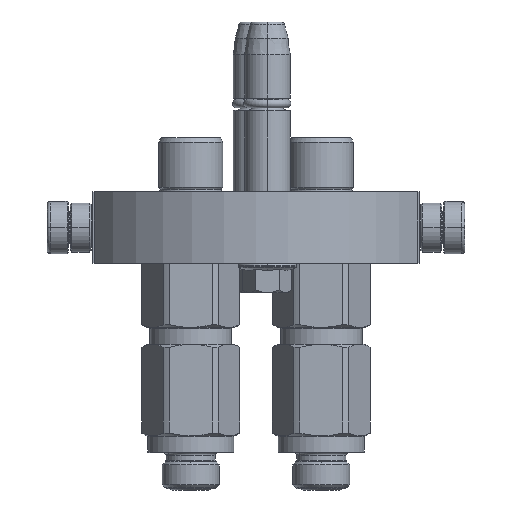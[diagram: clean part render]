
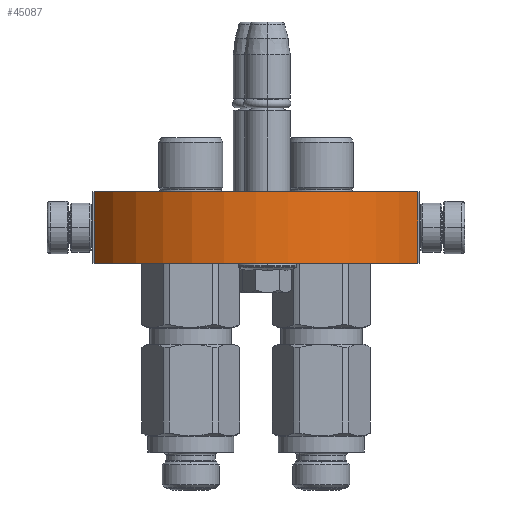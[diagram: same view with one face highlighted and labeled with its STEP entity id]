
A CAD part, left-side view. The second image highlights one B-rep face of the part: STEP entity #45087.
In plain terms, the highlighted cylindrical face has radius 57.25 mm (diameter 114.5 mm), a partial arc.
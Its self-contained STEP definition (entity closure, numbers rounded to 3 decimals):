
#723 = VERTEX_POINT ( 'NONE', #36371 ) ;
#1246 = CARTESIAN_POINT ( 'NONE',  ( 0., 0., 0. ) ) ;
#2915 = AXIS2_PLACEMENT_3D ( 'NONE', #40764, #26749, #34150 ) ;
#4336 = DIRECTION ( 'NONE',  ( 0., 0., 1. ) ) ;
#7630 = CARTESIAN_POINT ( 'NONE',  ( 49.5, 28.763, 0. ) ) ;
#7897 = CYLINDRICAL_SURFACE ( 'NONE', #40881, 57.25 ) ;
#8422 = VERTEX_POINT ( 'NONE', #35760 ) ;
#9725 = VECTOR ( 'NONE', #24251, 1000. ) ;
#10051 = EDGE_CURVE ( 'NONE', #8422, #20253, #32721, .T. ) ;
#11335 = CARTESIAN_POINT ( 'NONE',  ( 0., 0., 22. ) ) ;
#11495 = DIRECTION ( 'NONE',  ( 0.865, 0.502, 0. ) ) ;
#14894 = DIRECTION ( 'NONE',  ( 0., 0., 1. ) ) ;
#16906 = CARTESIAN_POINT ( 'NONE',  ( -49.5, 28.763, 0. ) ) ;
#19238 = EDGE_CURVE ( 'NONE', #723, #8422, #20584, .T. ) ;
#19926 = ORIENTED_EDGE ( 'NONE', *, *, #27041, .F. ) ;
#20253 = VERTEX_POINT ( 'NONE', #37056 ) ;
#20584 = CIRCLE ( 'NONE', #2915, 57.25 ) ;
#23743 = ORIENTED_EDGE ( 'NONE', *, *, #19238, .T. ) ;
#24251 = DIRECTION ( 'NONE',  ( 0., 0., 1. ) ) ;
#25628 = VECTOR ( 'NONE', #4336, 1000. ) ;
#26324 = DIRECTION ( 'NONE',  ( 0., 0., -1. ) ) ;
#26749 = DIRECTION ( 'NONE',  ( 0., 0., 1. ) ) ;
#27041 = EDGE_CURVE ( 'NONE', #723, #35291, #34634, .T. ) ;
#32467 = ORIENTED_EDGE ( 'NONE', *, *, #44947, .F. ) ;
#32721 = LINE ( 'NONE', #16906, #9725 ) ;
#33149 = CIRCLE ( 'NONE', #40000, 57.25 ) ;
#34150 = DIRECTION ( 'NONE',  ( 0.865, 0.502, 0. ) ) ;
#34634 = LINE ( 'NONE', #7630, #25628 ) ;
#35291 = VERTEX_POINT ( 'NONE', #46157 ) ;
#35760 = CARTESIAN_POINT ( 'NONE',  ( -49.5, 28.763, 0. ) ) ;
#35835 = EDGE_LOOP ( 'NONE', ( #23743, #45980, #32467, #19926 ) ) ;
#36371 = CARTESIAN_POINT ( 'NONE',  ( 49.5, 28.763, 0. ) ) ;
#37056 = CARTESIAN_POINT ( 'NONE',  ( -49.5, 28.763, 22. ) ) ;
#40000 = AXIS2_PLACEMENT_3D ( 'NONE', #11335, #14894, #11495 ) ;
#40337 = DIRECTION ( 'NONE',  ( 1., 0., 0. ) ) ;
#40764 = CARTESIAN_POINT ( 'NONE',  ( 0., 0., 0. ) ) ;
#40881 = AXIS2_PLACEMENT_3D ( 'NONE', #1246, #26324, #40337 ) ;
#44947 = EDGE_CURVE ( 'NONE', #35291, #20253, #33149, .T. ) ;
#44975 = FACE_OUTER_BOUND ( 'NONE', #35835, .T. ) ;
#45087 = ADVANCED_FACE ( 'NONE', ( #44975 ), #7897, .T. ) ;
#45980 = ORIENTED_EDGE ( 'NONE', *, *, #10051, .T. ) ;
#46157 = CARTESIAN_POINT ( 'NONE',  ( 49.5, 28.763, 22. ) ) ;
